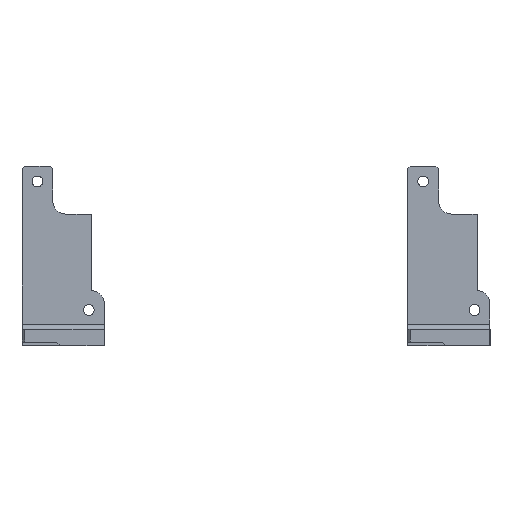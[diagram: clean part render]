
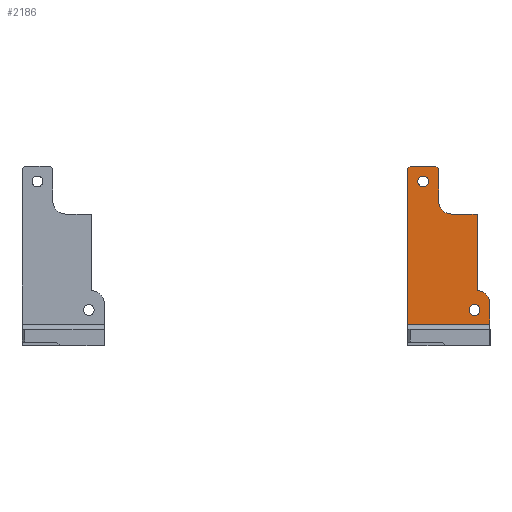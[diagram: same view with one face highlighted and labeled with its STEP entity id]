
A CAD part, front view. The second image highlights one B-rep face of the part: STEP entity #2186.
In plain terms, the highlighted planar face has unit normal (0, -1, 0).
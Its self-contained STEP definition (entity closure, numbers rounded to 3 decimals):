
#34=FACE_BOUND('',#304,.T.);
#35=FACE_BOUND('',#305,.T.);
#70=CIRCLE('',#2336,5.);
#72=CIRCLE('',#2343,5.);
#73=CIRCLE('',#2344,2.1);
#74=CIRCLE('',#2345,2.1);
#178=FACE_OUTER_BOUND('',#303,.T.);
#303=EDGE_LOOP('',(#1747,#1748,#1749,#1750,#1751,#1752,#1753,#1754,#1755,
#1756,#1757));
#304=EDGE_LOOP('',(#1758));
#305=EDGE_LOOP('',(#1759));
#501=LINE('',#3331,#765);
#512=LINE('',#3358,#776);
#513=LINE('',#3360,#777);
#514=LINE('',#3364,#778);
#515=LINE('',#3365,#779);
#516=LINE('',#3367,#780);
#517=LINE('',#3369,#781);
#518=LINE('',#3371,#782);
#519=LINE('',#3372,#783);
#765=VECTOR('',#2720,10.);
#776=VECTOR('',#2741,10.);
#777=VECTOR('',#2742,10.);
#778=VECTOR('',#2745,10.);
#779=VECTOR('',#2746,10.);
#780=VECTOR('',#2747,10.);
#781=VECTOR('',#2748,10.);
#782=VECTOR('',#2749,10.);
#783=VECTOR('',#2750,10.);
#999=VERTEX_POINT('',#3321);
#1000=VERTEX_POINT('',#3323);
#1002=VERTEX_POINT('',#3329);
#1012=VERTEX_POINT('',#3356);
#1013=VERTEX_POINT('',#3357);
#1014=VERTEX_POINT('',#3359);
#1015=VERTEX_POINT('',#3361);
#1016=VERTEX_POINT('',#3363);
#1017=VERTEX_POINT('',#3366);
#1018=VERTEX_POINT('',#3368);
#1019=VERTEX_POINT('',#3370);
#1020=VERTEX_POINT('',#3373);
#1021=VERTEX_POINT('',#3375);
#1259=EDGE_CURVE('',#999,#1000,#70,.T.);
#1263=EDGE_CURVE('',#1002,#999,#501,.T.);
#1275=EDGE_CURVE('',#1012,#1013,#512,.T.);
#1276=EDGE_CURVE('',#1014,#1013,#513,.T.);
#1277=EDGE_CURVE('',#1015,#1014,#72,.T.);
#1278=EDGE_CURVE('',#1016,#1015,#514,.T.);
#1279=EDGE_CURVE('',#1000,#1016,#515,.T.);
#1280=EDGE_CURVE('',#1002,#1017,#516,.T.);
#1281=EDGE_CURVE('',#1018,#1017,#517,.T.);
#1282=EDGE_CURVE('',#1018,#1019,#518,.T.);
#1283=EDGE_CURVE('',#1012,#1019,#519,.T.);
#1284=EDGE_CURVE('',#1020,#1020,#73,.T.);
#1285=EDGE_CURVE('',#1021,#1021,#74,.T.);
#1747=ORIENTED_EDGE('',*,*,#1275,.T.);
#1748=ORIENTED_EDGE('',*,*,#1276,.F.);
#1749=ORIENTED_EDGE('',*,*,#1277,.F.);
#1750=ORIENTED_EDGE('',*,*,#1278,.F.);
#1751=ORIENTED_EDGE('',*,*,#1279,.F.);
#1752=ORIENTED_EDGE('',*,*,#1259,.F.);
#1753=ORIENTED_EDGE('',*,*,#1263,.F.);
#1754=ORIENTED_EDGE('',*,*,#1280,.T.);
#1755=ORIENTED_EDGE('',*,*,#1281,.F.);
#1756=ORIENTED_EDGE('',*,*,#1282,.T.);
#1757=ORIENTED_EDGE('',*,*,#1283,.F.);
#1758=ORIENTED_EDGE('',*,*,#1284,.F.);
#1759=ORIENTED_EDGE('',*,*,#1285,.F.);
#2085=PLANE('',#2342);
#2186=ADVANCED_FACE('',(#178,#34,#35),#2085,.F.);
#2336=AXIS2_PLACEMENT_3D('',#3324,#2713,#2714);
#2342=AXIS2_PLACEMENT_3D('',#3355,#2739,#2740);
#2343=AXIS2_PLACEMENT_3D('',#3362,#2743,#2744);
#2344=AXIS2_PLACEMENT_3D('',#3374,#2751,#2752);
#2345=AXIS2_PLACEMENT_3D('',#3376,#2753,#2754);
#2713=DIRECTION('center_axis',(0.,-1.,0.));
#2714=DIRECTION('ref_axis',(-0.707,0.,-0.707));
#2720=DIRECTION('',(0.,0.,-1.));
#2739=DIRECTION('center_axis',(0.,1.,0.));
#2740=DIRECTION('ref_axis',(-1.,0.,0.));
#2741=DIRECTION('',(1.,0.,0.));
#2742=DIRECTION('',(0.,0.,-1.));
#2743=DIRECTION('center_axis',(0.,1.,0.));
#2744=DIRECTION('ref_axis',(0.707,0.,0.707));
#2745=DIRECTION('',(0.,0.,-1.));
#2746=DIRECTION('',(1.,0.,0.));
#2747=DIRECTION('',(-0.707,0.,0.707));
#2748=DIRECTION('',(1.,0.,0.));
#2749=DIRECTION('',(-0.707,0.,-0.707));
#2750=DIRECTION('',(0.,0.,1.));
#2751=DIRECTION('center_axis',(0.,-1.,0.));
#2752=DIRECTION('ref_axis',(-1.,0.,0.));
#2753=DIRECTION('center_axis',(0.,-1.,0.));
#2754=DIRECTION('ref_axis',(-1.,0.,0.));
#3321=CARTESIAN_POINT('',(217.865,296.062,-4.689));
#3323=CARTESIAN_POINT('',(222.865,296.062,-9.689));
#3324=CARTESIAN_POINT('Origin',(222.865,296.062,-4.689));
#3329=CARTESIAN_POINT('',(217.865,296.062,8.011));
#3331=CARTESIAN_POINT('',(217.865,296.062,9.011));
#3355=CARTESIAN_POINT('Origin',(211.865,296.062,-25.239));
#3356=CARTESIAN_POINT('',(205.865,296.062,-52.489));
#3357=CARTESIAN_POINT('',(237.865,296.062,-52.489));
#3358=CARTESIAN_POINT('',(211.865,296.062,-52.489));
#3359=CARTESIAN_POINT('',(237.865,296.062,-44.489));
#3360=CARTESIAN_POINT('',(237.865,296.062,-8.114));
#3361=CARTESIAN_POINT('',(232.865,296.062,-39.489));
#3362=CARTESIAN_POINT('Origin',(232.865,296.062,-44.489));
#3363=CARTESIAN_POINT('',(232.865,296.062,-9.689));
#3364=CARTESIAN_POINT('',(232.865,296.062,-9.689));
#3365=CARTESIAN_POINT('',(217.865,296.062,-9.689));
#3366=CARTESIAN_POINT('',(216.865,296.062,9.011));
#3367=CARTESIAN_POINT('',(224.428,296.062,1.449));
#3368=CARTESIAN_POINT('',(206.865,296.062,9.011));
#3369=CARTESIAN_POINT('',(205.865,296.062,9.011));
#3370=CARTESIAN_POINT('',(205.865,296.062,8.011));
#3371=CARTESIAN_POINT('',(199.303,296.062,1.449));
#3372=CARTESIAN_POINT('',(205.865,296.062,-52.989));
#3373=CARTESIAN_POINT('',(233.965,296.062,-46.989));
#3374=CARTESIAN_POINT('Origin',(231.865,296.062,-46.989));
#3375=CARTESIAN_POINT('',(213.965,296.062,3.011));
#3376=CARTESIAN_POINT('Origin',(211.865,296.062,3.011));
